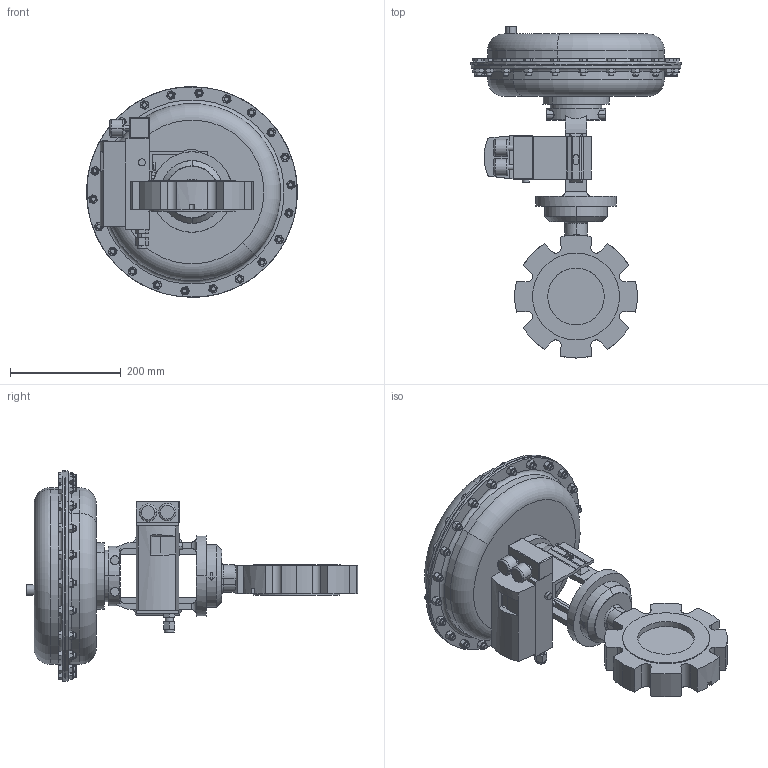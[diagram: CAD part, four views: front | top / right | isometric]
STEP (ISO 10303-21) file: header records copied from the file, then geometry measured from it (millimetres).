
FILE_DESCRIPTION (( 'STEP AP203' ), '1' );
FILE_NAME ('75SP-400-CS+S6-I3-85M-16IQ.step', '2017-10-27T12:45:36', ( '' ), ( '' ), 'SwSTEP 2.0', 'SolidWorks 2014', '' );
FILE_SCHEMA (( 'CONFIG_CONTROL_DESIGN' ));
Length unit declared in the file: inch
Products named in the file (1): 75SP-400-CS+S6-I3-85M-16IQ
Bounding box: 380.89 x 600.33 x 380.7 mm (x, y, z)
Volume: 13313909.6 mm3; surface area: 664431.5 mm2
Topology: 1 solids, 1 shells, 1280 faces, 2980 edges, 1812 vertices
Faces by surface type: plane 557, cone 450, cylinder 194, bspline 51, torus 26, sphere 2
Entity records: 42825 total; most frequent: CARTESIAN_POINT 15086, ORIENTED_EDGE 5952, DIRECTION 5353, EDGE_CURVE 2976, AXIS2_PLACEMENT_3D 2099, VERTEX_POINT 1812, EDGE_LOOP 1398, ADVANCED_FACE 1280
